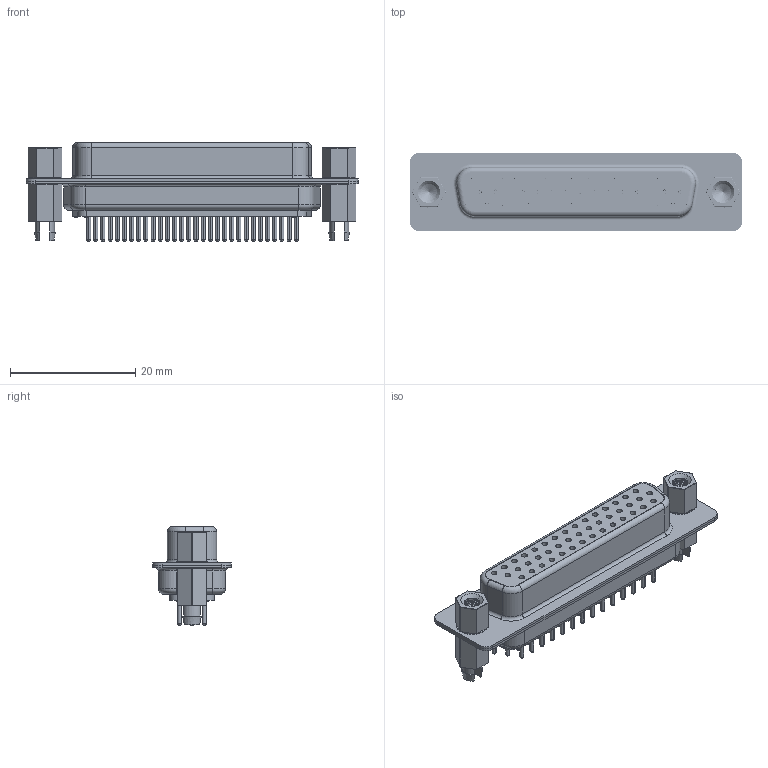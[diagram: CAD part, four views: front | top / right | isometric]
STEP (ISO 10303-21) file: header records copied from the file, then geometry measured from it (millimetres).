
FILE_DESCRIPTION((''),'2;1');
FILE_NAME('109-44-2-3-CL','2011-01-04T',('cad01'),(''),'PRO/ENGINEER BY PARAMETRIC TECHNOLOGY CORPORATION, 2005110','PRO/ENGINEER BY PARAMETRIC TECHNOLOGY CORPORATION, 2005110','');
FILE_SCHEMA(('CONFIG_CONTROL_DESIGN'));
Length unit declared in the file: millimetre
Products named in the file (10): PRT0035; PRT0036; PRT0037; PRT0038; PRT0039; PRT0040; PRT0041; PRT0042; 109-44-2-3-CL
Assembly tree (55 placements, depth 3):
  109-44-2-3-CL
    109-44-2-3-CL
      PRT0035
      PRT0036
      PRT0037
      PRT0038  x44
      PRT0039
      PRT0040  x2
      PRT0041  x2
      PRT0042  x2
Bounding box: 53.1 x 12.5 x 15.8 mm (x, y, z)
Volume: 4474.4 mm3; surface area: 11433.5 mm2
Topology: 54 solids, 54 shells, 2228 faces, 5725 edges, 3769 vertices
Faces by surface type: plane 982, cylinder 828, bspline 148, cone 110, extrusion 88, torus 44, sphere 28
Entity records: 38768 total; most frequent: CARTESIAN_POINT 13451, DIRECTION 5350, ORIENTED_EDGE 5074, EDGE_CURVE 2537, AXIS2_PLACEMENT_3D 1971, VERTEX_POINT 1650, VECTOR 1408, LINE 1406
